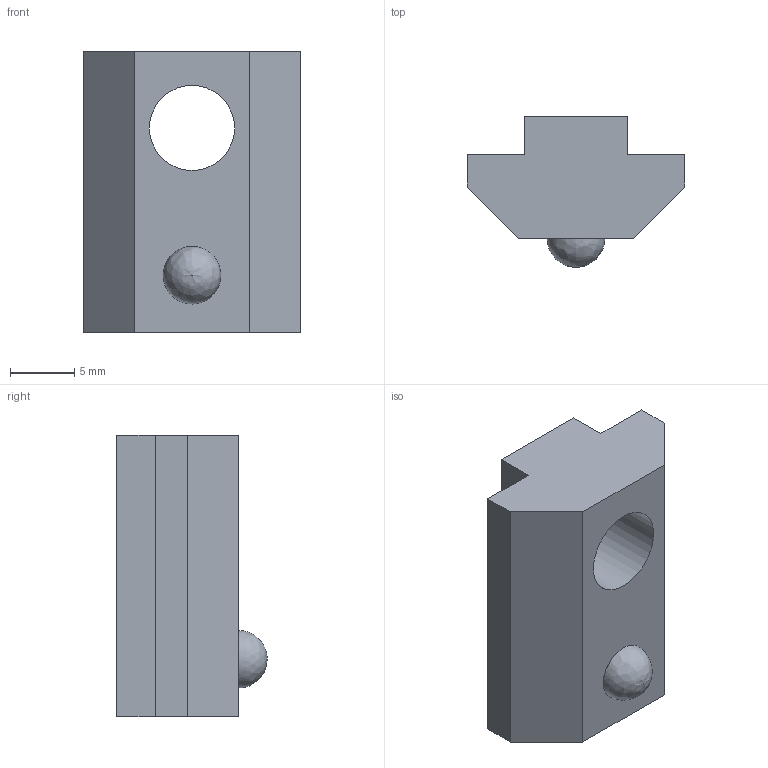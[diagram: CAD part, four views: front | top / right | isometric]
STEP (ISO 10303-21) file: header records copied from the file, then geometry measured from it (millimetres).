
FILE_DESCRIPTION(/* description */ ('Inserto fil. con molla mont. front. M8'),/* implementation_level */ '2;1');
FILE_NAME(/* name */ 'N35-08-M8.stp',/* time_stamp */ '2023-06-06T09:57:50+02:00',/* author */ ('stefan.nesic'),/* organization */ (''),/* preprocessor_version */ 'ST-DEVELOPER v18.1',/* originating_system */ 'Autodesk Inventor 2021',/* authorisation */ '');
FILE_SCHEMA (('CONFIG_CONTROL_DESIGN'));
Length unit declared in the file: millimetre
Products named in the file (1): N35-08-M8
Bounding box: 17 x 11.75 x 22 mm (x, y, z)
Volume: 2301.4 mm3; surface area: 1444.9 mm2
Topology: 1 solids, 1 shells, 16 faces, 39 edges, 26 vertices
Faces by surface type: plane 13, cylinder 2, bspline 1
Full cylindrical faces by diameter (mm): 4.5 x1, 6.647 x1
Entity records: 537 total; most frequent: CARTESIAN_POINT 108, ORIENTED_EDGE 78, DIRECTION 78, EDGE_CURVE 39, LINE 32, VECTOR 32, VERTEX_POINT 26, AXIS2_PLACEMENT_3D 23
